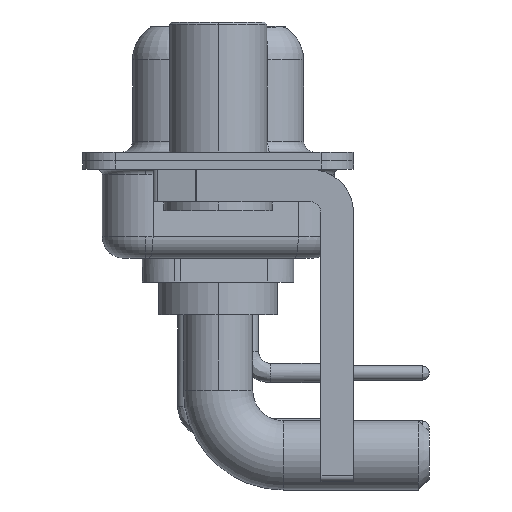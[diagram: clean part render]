
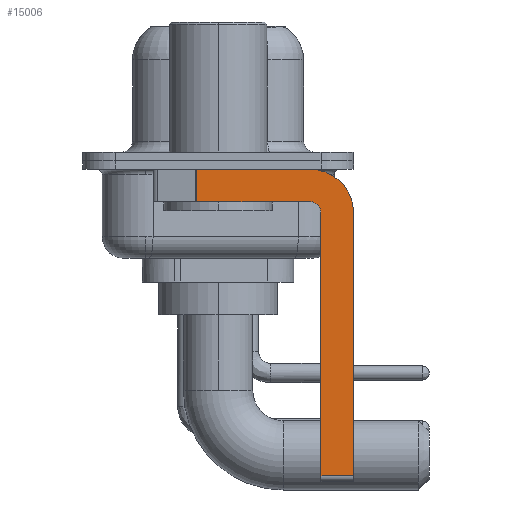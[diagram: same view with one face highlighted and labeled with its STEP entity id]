
A CAD part, left-side view. The second image highlights one B-rep face of the part: STEP entity #15006.
In plain terms, the highlighted planar face has unit normal (-1, 0, 0).
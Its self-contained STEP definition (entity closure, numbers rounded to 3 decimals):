
#54 = DIRECTION ( 'NONE',  ( 0., 0., -1. ) ) ;
#281 = DIRECTION ( 'NONE',  ( 0., 0., 1. ) ) ;
#528 = EDGE_CURVE ( 'NONE', #10627, #17395, #4751, .T. ) ;
#834 = CARTESIAN_POINT ( 'NONE',  ( -2.9, 0.978, -1.9 ) ) ;
#1691 = AXIS2_PLACEMENT_3D ( 'NONE', #13775, #15146, #13676 ) ;
#2068 = EDGE_CURVE ( 'NONE', #10627, #2266, #3298, .T. ) ;
#2115 = DIRECTION ( 'NONE',  ( 0., 0., 1. ) ) ;
#2266 = VERTEX_POINT ( 'NONE', #834 ) ;
#3014 = CIRCLE ( 'NONE', #18998, 2. ) ;
#3189 = CARTESIAN_POINT ( 'NONE',  ( -2.9, 3., -0.4 ) ) ;
#3232 = LINE ( 'NONE', #6361, #3332 ) ;
#3298 = LINE ( 'NONE', #6330, #3411 ) ;
#3332 = VECTOR ( 'NONE', #12160, 1000. ) ;
#3411 = VECTOR ( 'NONE', #54, 1000. ) ;
#3491 = VERTEX_POINT ( 'NONE', #14222 ) ;
#3503 = CARTESIAN_POINT ( 'NONE',  ( -2.9, -4.25, -1.9 ) ) ;
#3862 = CARTESIAN_POINT ( 'NONE',  ( -2.9, -4.25, -2.4 ) ) ;
#3926 = DIRECTION ( 'NONE',  ( 0., 1., 0. ) ) ;
#4173 = CARTESIAN_POINT ( 'NONE',  ( -2.9, -4.25, -2.4 ) ) ;
#4201 = DIRECTION ( 'NONE',  ( 0., 0., -1. ) ) ;
#4524 = ORIENTED_EDGE ( 'NONE', *, *, #17351, .F. ) ;
#4751 = LINE ( 'NONE', #3189, #9802 ) ;
#5042 = DIRECTION ( 'NONE',  ( -1., 0., 0. ) ) ;
#5085 = CARTESIAN_POINT ( 'NONE',  ( -2.9, -4.25, -0.4 ) ) ;
#5673 = CARTESIAN_POINT ( 'NONE',  ( -2.9, -6.25, -2.4 ) ) ;
#5840 = VERTEX_POINT ( 'NONE', #14952 ) ;
#6330 = CARTESIAN_POINT ( 'NONE',  ( -2.9, 0.978, -1.9 ) ) ;
#6361 = CARTESIAN_POINT ( 'NONE',  ( -2.9, -4.25, -14.55 ) ) ;
#6456 = EDGE_CURVE ( 'NONE', #8197, #2266, #8645, .T. ) ;
#6648 = AXIS2_PLACEMENT_3D ( 'NONE', #3862, #5042, #2115 ) ;
#7139 = EDGE_CURVE ( 'NONE', #13254, #8197, #18865, .T. ) ;
#7296 = ORIENTED_EDGE ( 'NONE', *, *, #528, .F. ) ;
#7859 = EDGE_CURVE ( 'NONE', #10106, #3491, #11655, .T. ) ;
#8021 = CARTESIAN_POINT ( 'NONE',  ( -2.9, -6.25, -2.4 ) ) ;
#8197 = VERTEX_POINT ( 'NONE', #3503 ) ;
#8618 = ORIENTED_EDGE ( 'NONE', *, *, #7859, .F. ) ;
#8645 = LINE ( 'NONE', #10099, #16350 ) ;
#9176 = PLANE ( 'NONE',  #1691 ) ;
#9195 = ORIENTED_EDGE ( 'NONE', *, *, #12660, .T. ) ;
#9216 = LINE ( 'NONE', #15186, #15541 ) ;
#9802 = VECTOR ( 'NONE', #16815, 1000. ) ;
#10015 = CARTESIAN_POINT ( 'NONE',  ( -2.9, 0.978, -0.4 ) ) ;
#10099 = CARTESIAN_POINT ( 'NONE',  ( -2.9, -4.25, -1.9 ) ) ;
#10106 = VERTEX_POINT ( 'NONE', #8021 ) ;
#10118 = ORIENTED_EDGE ( 'NONE', *, *, #6456, .F. ) ;
#10155 = DIRECTION ( 'NONE',  ( 1., 0., 0. ) ) ;
#10627 = VERTEX_POINT ( 'NONE', #10015 ) ;
#10697 = ORIENTED_EDGE ( 'NONE', *, *, #7139, .F. ) ;
#11655 = LINE ( 'NONE', #5673, #13561 ) ;
#12160 = DIRECTION ( 'NONE',  ( 0., -1., 0. ) ) ;
#12260 = ORIENTED_EDGE ( 'NONE', *, *, #17470, .F. ) ;
#12660 = EDGE_CURVE ( 'NONE', #5840, #3491, #3232, .T. ) ;
#13254 = VERTEX_POINT ( 'NONE', #17923 ) ;
#13392 = FACE_OUTER_BOUND ( 'NONE', #15258, .T. ) ;
#13561 = VECTOR ( 'NONE', #4201, 1000. ) ;
#13676 = DIRECTION ( 'NONE',  ( 0., 0., -1. ) ) ;
#13775 = CARTESIAN_POINT ( 'NONE',  ( -2.9, -4.25, -2.4 ) ) ;
#14222 = CARTESIAN_POINT ( 'NONE',  ( -2.9, -6.25, -14.55 ) ) ;
#14952 = CARTESIAN_POINT ( 'NONE',  ( -2.9, -4.75, -14.55 ) ) ;
#15006 = ADVANCED_FACE ( 'NONE', ( #13392 ), #9176, .F. ) ;
#15146 = DIRECTION ( 'NONE',  ( 1., 0., 0. ) ) ;
#15186 = CARTESIAN_POINT ( 'NONE',  ( -2.9, -4.75, -14.8 ) ) ;
#15258 = EDGE_LOOP ( 'NONE', ( #7296, #16632, #10118, #10697, #4524, #9195, #8618, #12260 ) ) ;
#15541 = VECTOR ( 'NONE', #281, 1000. ) ;
#16131 = DIRECTION ( 'NONE',  ( 0., 0., -1. ) ) ;
#16350 = VECTOR ( 'NONE', #3926, 1000. ) ;
#16632 = ORIENTED_EDGE ( 'NONE', *, *, #2068, .T. ) ;
#16815 = DIRECTION ( 'NONE',  ( 0., -1., 0. ) ) ;
#17351 = EDGE_CURVE ( 'NONE', #5840, #13254, #9216, .T. ) ;
#17395 = VERTEX_POINT ( 'NONE', #5085 ) ;
#17470 = EDGE_CURVE ( 'NONE', #17395, #10106, #3014, .T. ) ;
#17923 = CARTESIAN_POINT ( 'NONE',  ( -2.9, -4.75, -2.4 ) ) ;
#18865 = CIRCLE ( 'NONE', #6648, 0.5 ) ;
#18998 = AXIS2_PLACEMENT_3D ( 'NONE', #4173, #10155, #16131 ) ;
